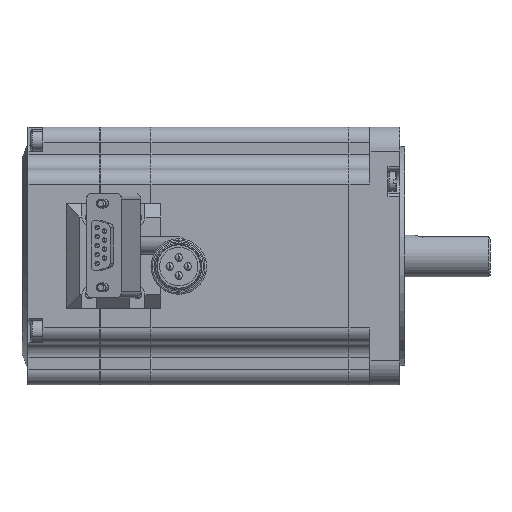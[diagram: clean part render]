
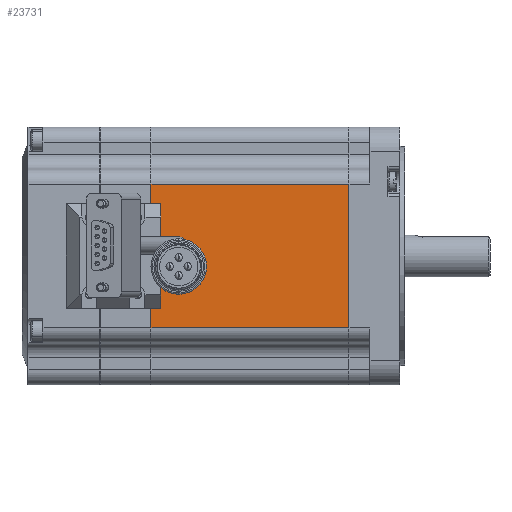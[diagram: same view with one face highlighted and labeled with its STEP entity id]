
A CAD part, left-side view. The second image highlights one B-rep face of the part: STEP entity #23731.
In plain terms, the highlighted planar face has unit normal (-1, 0, 0).
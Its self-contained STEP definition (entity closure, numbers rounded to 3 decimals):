
#651 = EDGE_CURVE ( 'NONE', #7280, #1182, #20339, .T. ) ;
#1182 = VERTEX_POINT ( 'NONE', #25169 ) ;
#1289 = DIRECTION ( 'NONE',  ( 0., -1., 0. ) ) ;
#1305 = CARTESIAN_POINT ( 'NONE',  ( -43., 0., 24. ) ) ;
#1460 = CARTESIAN_POINT ( 'NONE',  ( -43., 66., 0. ) ) ;
#1472 = LINE ( 'NONE', #11734, #4645 ) ;
#1969 = VERTEX_POINT ( 'NONE', #16689 ) ;
#2252 = ORIENTED_EDGE ( 'NONE', *, *, #12534, .F. ) ;
#3372 = FACE_OUTER_BOUND ( 'NONE', #18888, .T. ) ;
#3507 = ORIENTED_EDGE ( 'NONE', *, *, #17970, .F. ) ;
#4645 = VECTOR ( 'NONE', #24155, 1000. ) ;
#7280 = VERTEX_POINT ( 'NONE', #26223 ) ;
#7398 = VECTOR ( 'NONE', #9676, 1000. ) ;
#7481 = PLANE ( 'NONE',  #11176 ) ;
#7733 = LINE ( 'NONE', #15958, #12018 ) ;
#9676 = DIRECTION ( 'NONE',  ( 0., 0., 1. ) ) ;
#10579 = VECTOR ( 'NONE', #18484, 1000. ) ;
#11175 = EDGE_CURVE ( 'NONE', #1182, #20322, #7733, .T. ) ;
#11176 = AXIS2_PLACEMENT_3D ( 'NONE', #15715, #23980, #13870 ) ;
#11734 = CARTESIAN_POINT ( 'NONE',  ( -43., 0., 43. ) ) ;
#12018 = VECTOR ( 'NONE', #1289, 1000. ) ;
#12174 = CARTESIAN_POINT ( 'NONE',  ( -43., 42., -24. ) ) ;
#12534 = EDGE_CURVE ( 'NONE', #20322, #1969, #1472, .T. ) ;
#13870 = DIRECTION ( 'NONE',  ( 0., 0., -1. ) ) ;
#14082 = LINE ( 'NONE', #12174, #10579 ) ;
#15715 = CARTESIAN_POINT ( 'NONE',  ( -43., 42., 43. ) ) ;
#15958 = CARTESIAN_POINT ( 'NONE',  ( -43., 0., 24. ) ) ;
#16689 = CARTESIAN_POINT ( 'NONE',  ( -43., 0., -24. ) ) ;
#17970 = EDGE_CURVE ( 'NONE', #1969, #7280, #14082, .T. ) ;
#18484 = DIRECTION ( 'NONE',  ( 0., 1., 0. ) ) ;
#18888 = EDGE_LOOP ( 'NONE', ( #23237, #19484, #3507, #2252 ) ) ;
#19484 = ORIENTED_EDGE ( 'NONE', *, *, #651, .F. ) ;
#20322 = VERTEX_POINT ( 'NONE', #1305 ) ;
#20339 = LINE ( 'NONE', #1460, #7398 ) ;
#23237 = ORIENTED_EDGE ( 'NONE', *, *, #11175, .F. ) ;
#23731 = ADVANCED_FACE ( 'NONE', ( #3372 ), #7481, .F. ) ;
#23980 = DIRECTION ( 'NONE',  ( 1., 0., 0. ) ) ;
#24155 = DIRECTION ( 'NONE',  ( 0., 0., -1. ) ) ;
#25169 = CARTESIAN_POINT ( 'NONE',  ( -43., 66., 24. ) ) ;
#26223 = CARTESIAN_POINT ( 'NONE',  ( -43., 66., -24. ) ) ;
